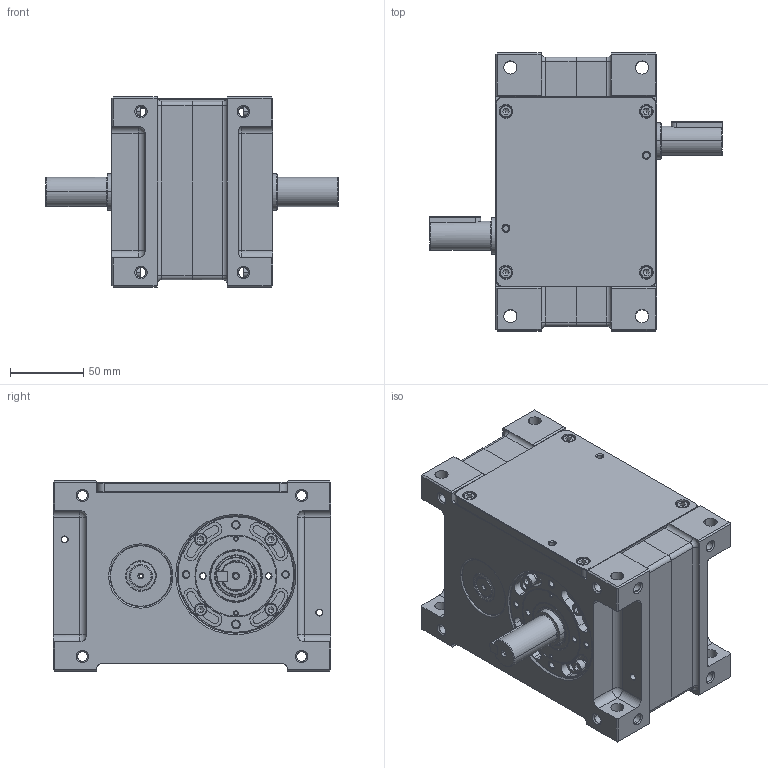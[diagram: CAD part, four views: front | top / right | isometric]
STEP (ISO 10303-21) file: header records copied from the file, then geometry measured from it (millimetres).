
FILE_DESCRIPTION(('CATIA V5 STEP Exchange'),'2;1');
FILE_NAME('P65DS.stp','2013-07-18T06:06:44+00:00',('none'),('none'),'CATIA Version 5 Release 18 SP 6 (IN-10)','CATIA V5 STEP AP203','none');
FILE_SCHEMA(('CONFIG_CONTROL_DESIGN'));
Length unit declared in the file: millimetre
Products named in the file (1): P65DS
Bounding box: 200.25 x 190 x 130 mm (x, y, z)
Surface area: 181042.1 mm2 (no closed solid volume)
Topology: 0 solids, 42 shells, 824 faces, 2213 edges, 1408 vertices
Faces by surface type: cylinder 316, plane 257, cone 168, torus 77, sphere 4, bspline 2
Entity records: 26462 total; most frequent: CARTESIAN_POINT 6729, ORIENTED_EDGE 3940, DIRECTION 3582, EDGE_CURVE 2181, AXIS2_PLACEMENT_3D 1758, VERTEX_POINT 1408, VECTOR 1003, LINE 1003
